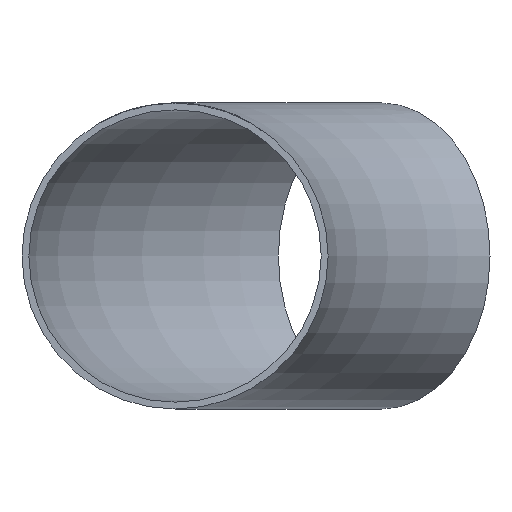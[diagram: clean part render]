
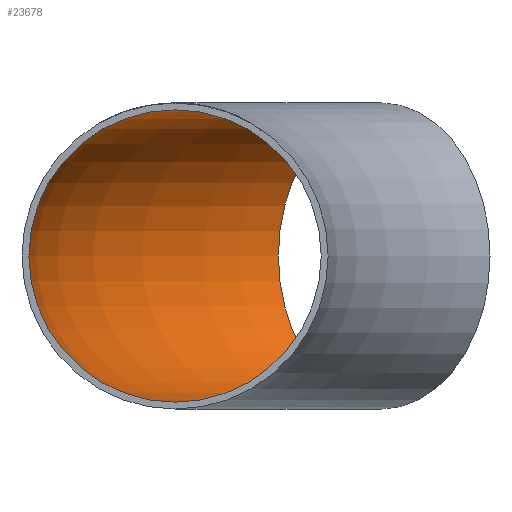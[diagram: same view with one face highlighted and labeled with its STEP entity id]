
A CAD part, front view. The second image highlights one B-rep face of the part: STEP entity #23678.
In plain terms, the highlighted toroidal (fillet/blend) face has major radius 205 mm and minor radius 42.45 mm.
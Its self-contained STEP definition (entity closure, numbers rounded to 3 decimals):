
#748 = CARTESIAN_POINT ( 'NONE',  ( 0., 0., 0. ) ) ;
#1821 = AXIS2_PLACEMENT_3D ( 'NONE', #11441, #23932, #2918 ) ;
#2918 = DIRECTION ( 'NONE',  ( 0., 0., 1. ) ) ;
#3138 = CIRCLE ( 'NONE', #1821, 42.45 ) ;
#3462 = CARTESIAN_POINT ( 'NONE',  ( -174.974, 174.974, 0. ) ) ;
#4721 = EDGE_LOOP ( 'NONE', ( #11869 ) ) ;
#6893 = CIRCLE ( 'NONE', #22224, 42.45 ) ;
#7176 = CARTESIAN_POINT ( 'NONE',  ( -205., 0., 42.45 ) ) ;
#7218 = FACE_OUTER_BOUND ( 'NONE', #8989, .T. ) ;
#7727 = EDGE_CURVE ( 'NONE', #19673, #19673, #3138, .T. ) ;
#8989 = EDGE_LOOP ( 'NONE', ( #9981 ) ) ;
#9981 = ORIENTED_EDGE ( 'NONE', *, *, #21661, .T. ) ;
#10007 = TOROIDAL_SURFACE ( 'NONE', #15283, 205., 42.45 ) ;
#11441 = CARTESIAN_POINT ( 'NONE',  ( -205., 0., 0. ) ) ;
#11869 = ORIENTED_EDGE ( 'NONE', *, *, #7727, .F. ) ;
#13916 = VERTEX_POINT ( 'NONE', #3462 ) ;
#15283 = AXIS2_PLACEMENT_3D ( 'NONE', #748, #26178, #17789 ) ;
#17789 = DIRECTION ( 'NONE',  ( -1., 0., 0. ) ) ;
#19673 = VERTEX_POINT ( 'NONE', #7176 ) ;
#21661 = EDGE_CURVE ( 'NONE', #13916, #13916, #6893, .T. ) ;
#22224 = AXIS2_PLACEMENT_3D ( 'NONE', #24208, #26549, #24476 ) ;
#23678 = ADVANCED_FACE ( 'NONE', ( #7218, #24106 ), #10007, .F. ) ;
#23932 = DIRECTION ( 'NONE',  ( 0., 1., 0. ) ) ;
#24106 = FACE_OUTER_BOUND ( 'NONE', #4721, .T. ) ;
#24208 = CARTESIAN_POINT ( 'NONE',  ( -144.957, 144.957, 0. ) ) ;
#24476 = DIRECTION ( 'NONE',  ( -0.707, 0.707, 0. ) ) ;
#26178 = DIRECTION ( 'NONE',  ( 0., 0., -1. ) ) ;
#26549 = DIRECTION ( 'NONE',  ( 0.707, 0.707, 0. ) ) ;
